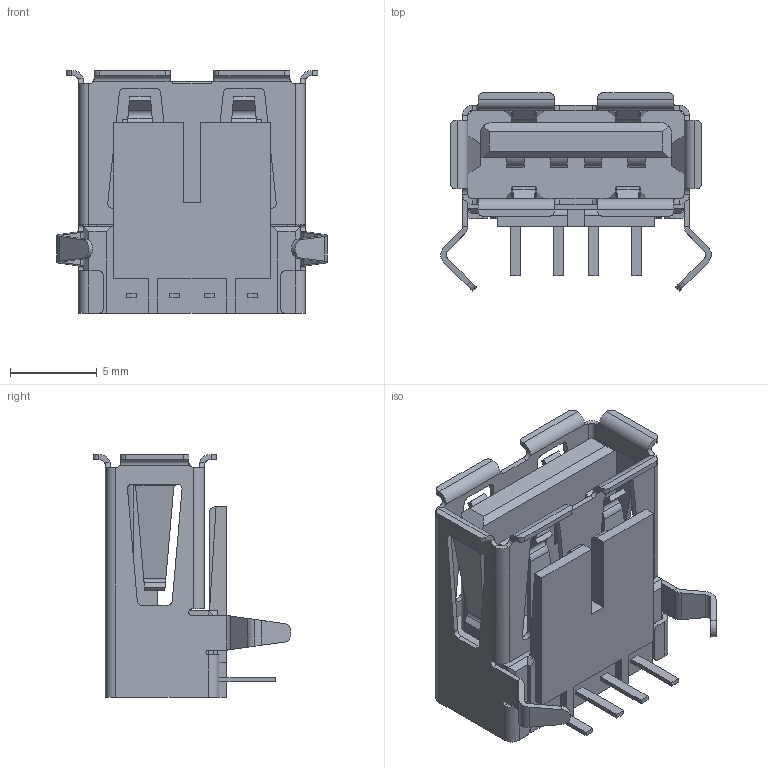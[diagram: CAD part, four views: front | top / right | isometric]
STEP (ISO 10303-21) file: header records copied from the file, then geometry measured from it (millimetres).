
FILE_DESCRIPTION(('STEP AP242'),'1');
FILE_NAME('1903814-1.stp','2021-01-22T04:20:54',('TraceParts'),('TraceParts S.A.'),'Spatial InterOp 3D',' ',' ');
FILE_SCHEMA(('AP242_MANAGED_MODEL_BASED_3D_ENGINEERING_MIM_LF {1 0 10303 442 1 1 4}'));
Length unit declared in the file: millimetre
Products named in the file (1): 1903814-1
Bounding box: 15.6 x 11.42 x 14 mm (x, y, z)
Volume: 751.3 mm3; surface area: 1402.5 mm2
Topology: 1 solids, 1 shells, 357 faces, 1014 edges, 662 vertices
Faces by surface type: plane 211, cylinder 144, bspline 2
Entity records: 13565 total; most frequent: CARTESIAN_POINT 4376, ORIENTED_EDGE 2028, DIRECTION 1758, EDGE_CURVE 1014, LINE 678, VECTOR 678, VERTEX_POINT 662, AXIS2_PLACEMENT_3D 540
